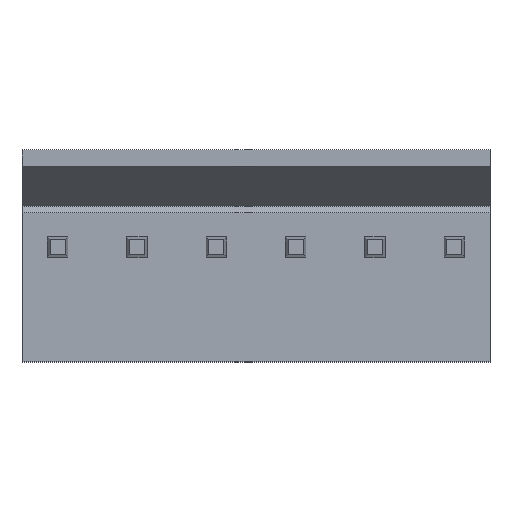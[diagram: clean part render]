
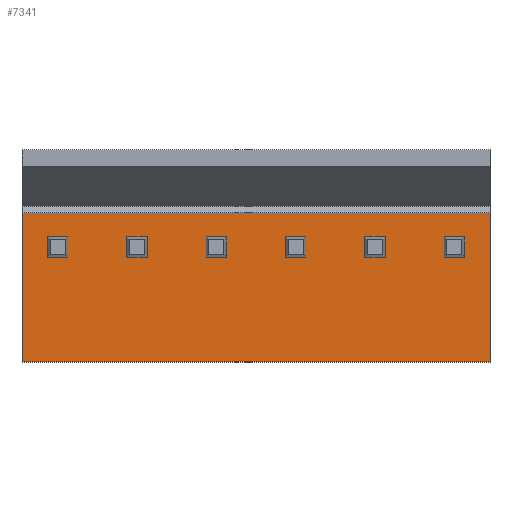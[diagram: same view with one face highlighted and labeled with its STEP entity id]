
A CAD part, top view. The second image highlights one B-rep face of the part: STEP entity #7341.
In plain terms, the highlighted planar face has unit normal (0, 0, 1).
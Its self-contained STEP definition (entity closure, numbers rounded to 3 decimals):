
#506=ORIENTED_EDGE('',*,*,#1938,.T.);
#507=ORIENTED_EDGE('',*,*,#1939,.T.);
#508=ORIENTED_EDGE('',*,*,#1940,.T.);
#509=ORIENTED_EDGE('',*,*,#1941,.T.);
#510=ORIENTED_EDGE('',*,*,#1942,.T.);
#511=ORIENTED_EDGE('',*,*,#1943,.T.);
#512=ORIENTED_EDGE('',*,*,#1944,.T.);
#513=ORIENTED_EDGE('',*,*,#1945,.T.);
#514=ORIENTED_EDGE('',*,*,#1946,.T.);
#515=ORIENTED_EDGE('',*,*,#1947,.T.);
#516=ORIENTED_EDGE('',*,*,#1948,.T.);
#517=ORIENTED_EDGE('',*,*,#1949,.T.);
#518=ORIENTED_EDGE('',*,*,#1950,.T.);
#519=ORIENTED_EDGE('',*,*,#1951,.T.);
#520=ORIENTED_EDGE('',*,*,#1952,.T.);
#521=ORIENTED_EDGE('',*,*,#1953,.T.);
#522=ORIENTED_EDGE('',*,*,#1954,.T.);
#523=ORIENTED_EDGE('',*,*,#1955,.T.);
#524=ORIENTED_EDGE('',*,*,#1956,.T.);
#525=ORIENTED_EDGE('',*,*,#1957,.T.);
#526=ORIENTED_EDGE('',*,*,#1958,.T.);
#527=ORIENTED_EDGE('',*,*,#1959,.T.);
#528=ORIENTED_EDGE('',*,*,#1960,.T.);
#529=ORIENTED_EDGE('',*,*,#1961,.T.);
#530=ORIENTED_EDGE('',*,*,#1962,.T.);
#531=ORIENTED_EDGE('',*,*,#1963,.T.);
#532=ORIENTED_EDGE('',*,*,#1964,.F.);
#533=ORIENTED_EDGE('',*,*,#1965,.F.);
#1938=EDGE_CURVE('',#2664,#2665,#3168,.T.);
#1939=EDGE_CURVE('',#2665,#2666,#3169,.T.);
#1940=EDGE_CURVE('',#2666,#2667,#3170,.T.);
#1941=EDGE_CURVE('',#2667,#2664,#3171,.T.);
#1942=EDGE_CURVE('',#2668,#2669,#3172,.T.);
#1943=EDGE_CURVE('',#2669,#2670,#3173,.T.);
#1944=EDGE_CURVE('',#2670,#2671,#3174,.T.);
#1945=EDGE_CURVE('',#2671,#2668,#3175,.T.);
#1946=EDGE_CURVE('',#2672,#2673,#3176,.T.);
#1947=EDGE_CURVE('',#2673,#2674,#3177,.T.);
#1948=EDGE_CURVE('',#2674,#2675,#3178,.T.);
#1949=EDGE_CURVE('',#2675,#2672,#3179,.T.);
#1950=EDGE_CURVE('',#2676,#2677,#3180,.T.);
#1951=EDGE_CURVE('',#2677,#2678,#3181,.T.);
#1952=EDGE_CURVE('',#2678,#2679,#3182,.T.);
#1953=EDGE_CURVE('',#2679,#2676,#3183,.T.);
#1954=EDGE_CURVE('',#2680,#2681,#3184,.T.);
#1955=EDGE_CURVE('',#2681,#2682,#3185,.T.);
#1956=EDGE_CURVE('',#2682,#2683,#3186,.T.);
#1957=EDGE_CURVE('',#2683,#2680,#3187,.T.);
#1958=EDGE_CURVE('',#2684,#2685,#3188,.T.);
#1959=EDGE_CURVE('',#2685,#2686,#3189,.T.);
#1960=EDGE_CURVE('',#2686,#2687,#3190,.T.);
#1961=EDGE_CURVE('',#2687,#2684,#3191,.T.);
#1962=EDGE_CURVE('',#2688,#2689,#3192,.T.);
#1963=EDGE_CURVE('',#2689,#2690,#3193,.T.);
#1964=EDGE_CURVE('',#2691,#2690,#3194,.T.);
#1965=EDGE_CURVE('',#2688,#2691,#3195,.T.);
#2664=VERTEX_POINT('',#9207);
#2665=VERTEX_POINT('',#9208);
#2666=VERTEX_POINT('',#9210);
#2667=VERTEX_POINT('',#9212);
#2668=VERTEX_POINT('',#9215);
#2669=VERTEX_POINT('',#9216);
#2670=VERTEX_POINT('',#9218);
#2671=VERTEX_POINT('',#9220);
#2672=VERTEX_POINT('',#9223);
#2673=VERTEX_POINT('',#9224);
#2674=VERTEX_POINT('',#9226);
#2675=VERTEX_POINT('',#9228);
#2676=VERTEX_POINT('',#9231);
#2677=VERTEX_POINT('',#9232);
#2678=VERTEX_POINT('',#9234);
#2679=VERTEX_POINT('',#9236);
#2680=VERTEX_POINT('',#9239);
#2681=VERTEX_POINT('',#9240);
#2682=VERTEX_POINT('',#9242);
#2683=VERTEX_POINT('',#9244);
#2684=VERTEX_POINT('',#9247);
#2685=VERTEX_POINT('',#9248);
#2686=VERTEX_POINT('',#9250);
#2687=VERTEX_POINT('',#9252);
#2688=VERTEX_POINT('',#9255);
#2689=VERTEX_POINT('',#9256);
#2690=VERTEX_POINT('',#9258);
#2691=VERTEX_POINT('',#9260);
#3168=LINE('',#9206,#3644);
#3169=LINE('',#9209,#3645);
#3170=LINE('',#9211,#3646);
#3171=LINE('',#9213,#3647);
#3172=LINE('',#9214,#3648);
#3173=LINE('',#9217,#3649);
#3174=LINE('',#9219,#3650);
#3175=LINE('',#9221,#3651);
#3176=LINE('',#9222,#3652);
#3177=LINE('',#9225,#3653);
#3178=LINE('',#9227,#3654);
#3179=LINE('',#9229,#3655);
#3180=LINE('',#9230,#3656);
#3181=LINE('',#9233,#3657);
#3182=LINE('',#9235,#3658);
#3183=LINE('',#9237,#3659);
#3184=LINE('',#9238,#3660);
#3185=LINE('',#9241,#3661);
#3186=LINE('',#9243,#3662);
#3187=LINE('',#9245,#3663);
#3188=LINE('',#9246,#3664);
#3189=LINE('',#9249,#3665);
#3190=LINE('',#9251,#3666);
#3191=LINE('',#9253,#3667);
#3192=LINE('',#9254,#3668);
#3193=LINE('',#9257,#3669);
#3194=LINE('',#9259,#3670);
#3195=LINE('',#9261,#3671);
#3644=VECTOR('',#8104,1000.);
#3645=VECTOR('',#8105,1000.);
#3646=VECTOR('',#8106,1000.);
#3647=VECTOR('',#8107,1000.);
#3648=VECTOR('',#8108,1000.);
#3649=VECTOR('',#8109,1000.);
#3650=VECTOR('',#8110,1000.);
#3651=VECTOR('',#8111,1000.);
#3652=VECTOR('',#8112,1000.);
#3653=VECTOR('',#8113,1000.);
#3654=VECTOR('',#8114,1000.);
#3655=VECTOR('',#8115,1000.);
#3656=VECTOR('',#8116,1000.);
#3657=VECTOR('',#8117,1000.);
#3658=VECTOR('',#8118,1000.);
#3659=VECTOR('',#8119,1000.);
#3660=VECTOR('',#8120,1000.);
#3661=VECTOR('',#8121,1000.);
#3662=VECTOR('',#8122,1000.);
#3663=VECTOR('',#8123,1000.);
#3664=VECTOR('',#8124,1000.);
#3665=VECTOR('',#8125,1000.);
#3666=VECTOR('',#8126,1000.);
#3667=VECTOR('',#8127,1000.);
#3668=VECTOR('',#8128,1000.);
#3669=VECTOR('',#8129,1000.);
#3670=VECTOR('',#8130,1000.);
#3671=VECTOR('',#8131,1000.);
#4066=EDGE_LOOP('',(#506,#507,#508,#509));
#4067=EDGE_LOOP('',(#510,#511,#512,#513));
#4068=EDGE_LOOP('',(#514,#515,#516,#517));
#4069=EDGE_LOOP('',(#518,#519,#520,#521));
#4070=EDGE_LOOP('',(#522,#523,#524,#525));
#4071=EDGE_LOOP('',(#526,#527,#528,#529));
#4072=EDGE_LOOP('',(#530,#531,#532,#533));
#4426=FACE_BOUND('',#4066,.T.);
#4427=FACE_BOUND('',#4067,.T.);
#4428=FACE_BOUND('',#4068,.T.);
#4429=FACE_BOUND('',#4069,.T.);
#4430=FACE_BOUND('',#4070,.T.);
#4431=FACE_BOUND('',#4071,.T.);
#4432=FACE_BOUND('',#4072,.T.);
#4774=PLANE('',#7692);
#7341=ADVANCED_FACE('',(#4426,#4427,#4428,#4429,#4430,#4431,#4432),#4774,
 .T.);
#7692=AXIS2_PLACEMENT_3D('',#9205,#8102,#8103);
#8102=DIRECTION('',(0.,0.,1.));
#8103=DIRECTION('',(1.,0.,0.));
#8104=DIRECTION('',(0.,-1.,0.));
#8105=DIRECTION('',(-1.,0.,0.));
#8106=DIRECTION('',(0.,1.,0.));
#8107=DIRECTION('',(1.,0.,0.));
#8108=DIRECTION('',(0.,-1.,0.));
#8109=DIRECTION('',(-1.,0.,0.));
#8110=DIRECTION('',(0.,1.,0.));
#8111=DIRECTION('',(1.,0.,0.));
#8112=DIRECTION('',(0.,-1.,0.));
#8113=DIRECTION('',(-1.,0.,0.));
#8114=DIRECTION('',(0.,1.,0.));
#8115=DIRECTION('',(1.,0.,0.));
#8116=DIRECTION('',(0.,-1.,0.));
#8117=DIRECTION('',(-1.,0.,0.));
#8118=DIRECTION('',(0.,1.,0.));
#8119=DIRECTION('',(1.,0.,0.));
#8120=DIRECTION('',(0.,-1.,0.));
#8121=DIRECTION('',(-1.,0.,0.));
#8122=DIRECTION('',(0.,1.,0.));
#8123=DIRECTION('',(1.,0.,0.));
#8124=DIRECTION('',(-1.,0.,0.));
#8125=DIRECTION('',(0.,1.,0.));
#8126=DIRECTION('',(1.,0.,0.));
#8127=DIRECTION('',(0.,-1.,0.));
#8128=DIRECTION('',(0.,1.,0.));
#8129=DIRECTION('',(-1.,0.,0.));
#8130=DIRECTION('',(0.,1.,0.));
#8131=DIRECTION('',(-1.,0.,0.));
#9205=CARTESIAN_POINT('',(11.678,-5.715,2.819));
#9206=CARTESIAN_POINT('',(10.408,0.508,2.819));
#9207=CARTESIAN_POINT('',(10.408,0.508,2.819));
#9208=CARTESIAN_POINT('',(10.408,-0.508,2.819));
#9209=CARTESIAN_POINT('',(10.408,-0.508,2.819));
#9210=CARTESIAN_POINT('',(9.392,-0.508,2.819));
#9211=CARTESIAN_POINT('',(9.392,-0.508,2.819));
#9212=CARTESIAN_POINT('',(9.392,0.508,2.819));
#9213=CARTESIAN_POINT('',(9.392,0.508,2.819));
#9214=CARTESIAN_POINT('',(6.448,0.508,2.819));
#9215=CARTESIAN_POINT('',(6.448,0.508,2.819));
#9216=CARTESIAN_POINT('',(6.448,-0.508,2.819));
#9217=CARTESIAN_POINT('',(6.448,-0.508,2.819));
#9218=CARTESIAN_POINT('',(5.432,-0.508,2.819));
#9219=CARTESIAN_POINT('',(5.432,-0.508,2.819));
#9220=CARTESIAN_POINT('',(5.432,0.508,2.819));
#9221=CARTESIAN_POINT('',(5.432,0.508,2.819));
#9222=CARTESIAN_POINT('',(2.488,0.508,2.819));
#9223=CARTESIAN_POINT('',(2.488,0.508,2.819));
#9224=CARTESIAN_POINT('',(2.488,-0.508,2.819));
#9225=CARTESIAN_POINT('',(2.488,-0.508,2.819));
#9226=CARTESIAN_POINT('',(1.472,-0.508,2.819));
#9227=CARTESIAN_POINT('',(1.472,-0.508,2.819));
#9228=CARTESIAN_POINT('',(1.472,0.508,2.819));
#9229=CARTESIAN_POINT('',(1.472,0.508,2.819));
#9230=CARTESIAN_POINT('',(-1.472,0.508,2.819));
#9231=CARTESIAN_POINT('',(-1.472,0.508,2.819));
#9232=CARTESIAN_POINT('',(-1.472,-0.508,2.819));
#9233=CARTESIAN_POINT('',(-1.472,-0.508,2.819));
#9234=CARTESIAN_POINT('',(-2.488,-0.508,2.819));
#9235=CARTESIAN_POINT('',(-2.488,-0.508,2.819));
#9236=CARTESIAN_POINT('',(-2.488,0.508,2.819));
#9237=CARTESIAN_POINT('',(-2.488,0.508,2.819));
#9238=CARTESIAN_POINT('',(-5.432,0.508,2.819));
#9239=CARTESIAN_POINT('',(-5.432,0.508,2.819));
#9240=CARTESIAN_POINT('',(-5.432,-0.508,2.819));
#9241=CARTESIAN_POINT('',(-5.432,-0.508,2.819));
#9242=CARTESIAN_POINT('',(-6.448,-0.508,2.819));
#9243=CARTESIAN_POINT('',(-6.448,-0.508,2.819));
#9244=CARTESIAN_POINT('',(-6.448,0.508,2.819));
#9245=CARTESIAN_POINT('',(-6.448,0.508,2.819));
#9246=CARTESIAN_POINT('',(-9.392,-0.508,2.819));
#9247=CARTESIAN_POINT('',(-9.392,-0.508,2.819));
#9248=CARTESIAN_POINT('',(-10.408,-0.508,2.819));
#9249=CARTESIAN_POINT('',(-10.408,-0.508,2.819));
#9250=CARTESIAN_POINT('',(-10.408,0.508,2.819));
#9251=CARTESIAN_POINT('',(-10.408,0.508,2.819));
#9252=CARTESIAN_POINT('',(-9.392,0.508,2.819));
#9253=CARTESIAN_POINT('',(-9.392,0.508,2.819));
#9254=CARTESIAN_POINT('',(11.678,-5.715,2.819));
#9255=CARTESIAN_POINT('',(11.678,-5.715,2.819));
#9256=CARTESIAN_POINT('',(11.678,1.725,2.819));
#9257=CARTESIAN_POINT('',(11.678,1.725,2.819));
#9258=CARTESIAN_POINT('',(-11.678,1.725,2.819));
#9259=CARTESIAN_POINT('',(-11.678,-5.715,2.819));
#9260=CARTESIAN_POINT('',(-11.678,-5.715,2.819));
#9261=CARTESIAN_POINT('',(11.678,-5.715,2.819));
